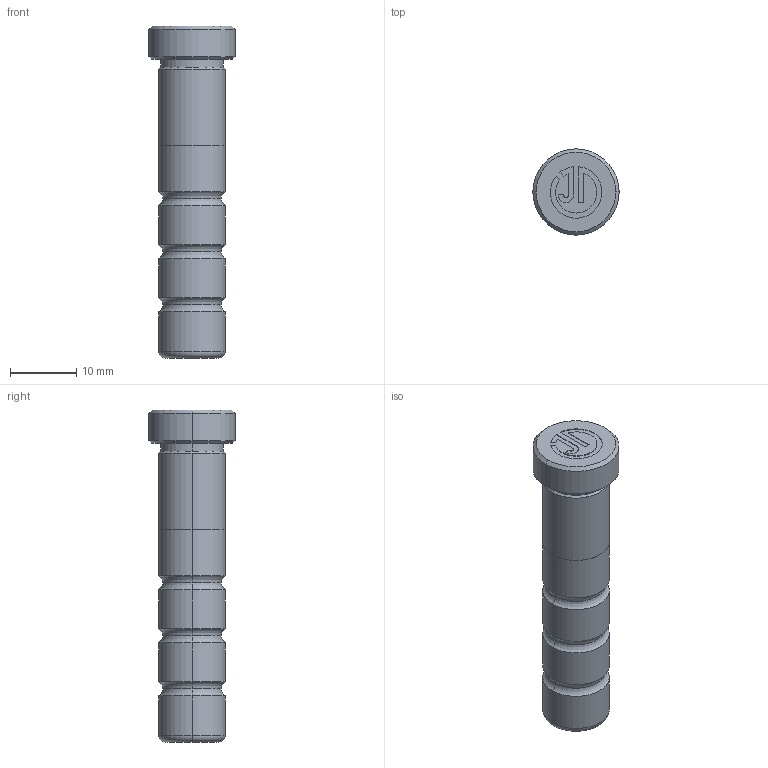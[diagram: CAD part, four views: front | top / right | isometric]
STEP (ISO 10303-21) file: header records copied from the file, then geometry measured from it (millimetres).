
FILE_DESCRIPTION (( 'STEP AP214' ), '1' );
FILE_NAME ('SGOH-D10-50.step', '2021-07-28T09:29:28', ( 'User' ), ( 'china' ), 'SwSTEP 2.0', 'SolidWorks 2016', '' );
FILE_SCHEMA (( 'AUTOMOTIVE_DESIGN' ));
Length unit declared in the file: millimetre
Products named in the file (1): SGOH-D10-50
Bounding box: 13 x 13 x 50 mm (x, y, z)
Volume: 4075.3 mm3; surface area: 1903 mm2
Topology: 1 solids, 1 shells, 70 faces, 154 edges, 91 vertices
Faces by surface type: cylinder 26, torus 16, plane 16, cone 12
Entity records: 1952 total; most frequent: DIRECTION 384, CARTESIAN_POINT 314, ORIENTED_EDGE 304, AXIS2_PLACEMENT_3D 161, EDGE_CURVE 152, VERTEX_POINT 91, CIRCLE 90, EDGE_LOOP 77
